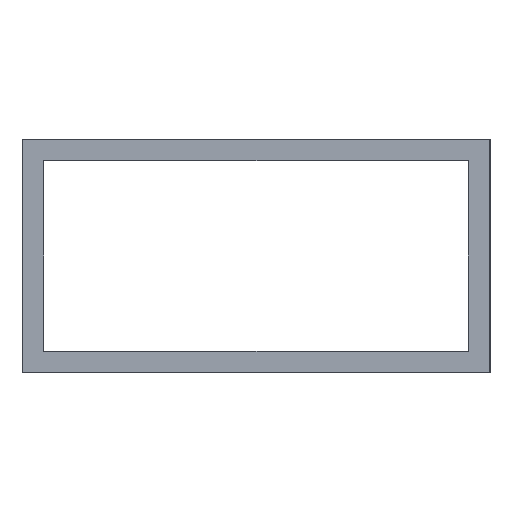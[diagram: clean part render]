
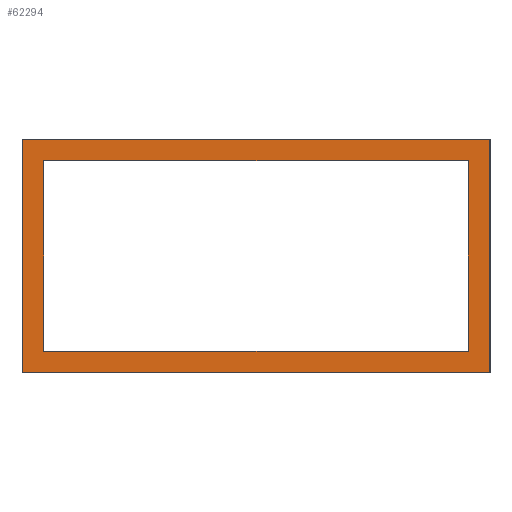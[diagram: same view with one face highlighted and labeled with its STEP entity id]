
A CAD part, left-side view. The second image highlights one B-rep face of the part: STEP entity #62294.
In plain terms, the highlighted planar face has unit normal (-1, 0, 0).
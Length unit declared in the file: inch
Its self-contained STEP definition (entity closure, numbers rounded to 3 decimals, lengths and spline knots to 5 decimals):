
#1422 = CARTESIAN_POINT ( 'NONE',  ( -23.5, -1., 0.5 ) ) ;
#2727 = VECTOR ( 'NONE', #60852, 39.37008 ) ;
#3096 = LINE ( 'NONE', #51936, #70458 ) ;
#4909 = CARTESIAN_POINT ( 'NONE',  ( -23.5, -1., -0.5 ) ) ;
#5633 = DIRECTION ( 'NONE',  ( 0., 1., 0. ) ) ;
#8502 = EDGE_CURVE ( 'NONE', #42781, #11760, #50631, .T. ) ;
#9517 = EDGE_CURVE ( 'NONE', #36945, #53091, #36962, .T. ) ;
#11449 = DIRECTION ( 'NONE',  ( 1., 0., 0. ) ) ;
#11760 = VERTEX_POINT ( 'NONE', #30153 ) ;
#14534 = VERTEX_POINT ( 'NONE', #52121 ) ;
#17234 = CARTESIAN_POINT ( 'NONE',  ( -23.5, 0., 0. ) ) ;
#17337 = DIRECTION ( 'NONE',  ( 0., -1., 0. ) ) ;
#18520 = ORIENTED_EDGE ( 'NONE', *, *, #57474, .F. ) ;
#19991 = EDGE_CURVE ( 'NONE', #50623, #36050, #33794, .T. ) ;
#20735 = VECTOR ( 'NONE', #17337, 39.37008 ) ;
#20975 = CARTESIAN_POINT ( 'NONE',  ( -23.5, 0.90625, -0.40625 ) ) ;
#22896 = VECTOR ( 'NONE', #39968, 39.37008 ) ;
#22959 = CARTESIAN_POINT ( 'NONE',  ( -23.5, -1., -0.5 ) ) ;
#23655 = VECTOR ( 'NONE', #52223, 39.37008 ) ;
#24074 = EDGE_CURVE ( 'NONE', #59226, #14534, #63095, .T. ) ;
#25163 = DIRECTION ( 'NONE',  ( 0., -1., 0. ) ) ;
#27549 = CARTESIAN_POINT ( 'NONE',  ( -23.5, 1., 0.5 ) ) ;
#29436 = VECTOR ( 'NONE', #5633, 39.37008 ) ;
#29471 = VECTOR ( 'NONE', #46142, 39.37008 ) ;
#30153 = CARTESIAN_POINT ( 'NONE',  ( -23.5, -1., 0.5 ) ) ;
#30796 = DIRECTION ( 'NONE',  ( 0., 0., -1. ) ) ;
#32052 = ORIENTED_EDGE ( 'NONE', *, *, #65297, .T. ) ;
#32833 = CARTESIAN_POINT ( 'NONE',  ( -23.5, 1., -0.5 ) ) ;
#33656 = EDGE_LOOP ( 'NONE', ( #58854, #43892, #38738, #18520 ) ) ;
#33794 = LINE ( 'NONE', #22959, #22896 ) ;
#35990 = ORIENTED_EDGE ( 'NONE', *, *, #69157, .T. ) ;
#36050 = VERTEX_POINT ( 'NONE', #32833 ) ;
#36945 = VERTEX_POINT ( 'NONE', #62917 ) ;
#36962 = LINE ( 'NONE', #63023, #39397 ) ;
#38422 = LINE ( 'NONE', #27549, #2727 ) ;
#38738 = ORIENTED_EDGE ( 'NONE', *, *, #8502, .F. ) ;
#39397 = VECTOR ( 'NONE', #30796, 39.37008 ) ;
#39648 = CARTESIAN_POINT ( 'NONE',  ( -23.5, -0.90625, -0.40625 ) ) ;
#39968 = DIRECTION ( 'NONE',  ( 0., 1., 0. ) ) ;
#40047 = FACE_BOUND ( 'NONE', #64749, .T. ) ;
#40720 = CARTESIAN_POINT ( 'NONE',  ( -23.5, -1., 0.5 ) ) ;
#42781 = VERTEX_POINT ( 'NONE', #44237 ) ;
#43418 = CARTESIAN_POINT ( 'NONE',  ( -23.5, 0.90625, 0. ) ) ;
#43892 = ORIENTED_EDGE ( 'NONE', *, *, #59734, .F. ) ;
#44237 = CARTESIAN_POINT ( 'NONE',  ( -23.5, 1., 0.5 ) ) ;
#46142 = DIRECTION ( 'NONE',  ( 0., 0., -1. ) ) ;
#50154 = PLANE ( 'NONE',  #69026 ) ;
#50623 = VERTEX_POINT ( 'NONE', #4909 ) ;
#50631 = LINE ( 'NONE', #1422, #20735 ) ;
#50885 = FACE_OUTER_BOUND ( 'NONE', #33656, .T. ) ;
#51936 = CARTESIAN_POINT ( 'NONE',  ( -23.5, 0., 0.40625 ) ) ;
#52121 = CARTESIAN_POINT ( 'NONE',  ( -23.5, 0.90625, 0.40625 ) ) ;
#52223 = DIRECTION ( 'NONE',  ( 0., 0., 1. ) ) ;
#53091 = VERTEX_POINT ( 'NONE', #39648 ) ;
#54829 = CARTESIAN_POINT ( 'NONE',  ( -23.5, 0., -0.40625 ) ) ;
#55941 = DIRECTION ( 'NONE',  ( 0., 0., -1. ) ) ;
#57474 = EDGE_CURVE ( 'NONE', #36050, #42781, #38422, .T. ) ;
#57706 = LINE ( 'NONE', #40720, #29471 ) ;
#57866 = ORIENTED_EDGE ( 'NONE', *, *, #9517, .T. ) ;
#58854 = ORIENTED_EDGE ( 'NONE', *, *, #19991, .F. ) ;
#59226 = VERTEX_POINT ( 'NONE', #20975 ) ;
#59734 = EDGE_CURVE ( 'NONE', #11760, #50623, #57706, .T. ) ;
#60294 = LINE ( 'NONE', #54829, #29436 ) ;
#60852 = DIRECTION ( 'NONE',  ( 0., 0., 1. ) ) ;
#62294 = ADVANCED_FACE ( 'NONE', ( #50885, #40047 ), #50154, .F. ) ;
#62917 = CARTESIAN_POINT ( 'NONE',  ( -23.5, -0.90625, 0.40625 ) ) ;
#63023 = CARTESIAN_POINT ( 'NONE',  ( -23.5, -0.90625, 0. ) ) ;
#63095 = LINE ( 'NONE', #43418, #23655 ) ;
#64749 = EDGE_LOOP ( 'NONE', ( #35990, #64921, #32052, #57866 ) ) ;
#64921 = ORIENTED_EDGE ( 'NONE', *, *, #24074, .T. ) ;
#65297 = EDGE_CURVE ( 'NONE', #14534, #36945, #3096, .T. ) ;
#69026 = AXIS2_PLACEMENT_3D ( 'NONE', #17234, #11449, #55941 ) ;
#69157 = EDGE_CURVE ( 'NONE', #53091, #59226, #60294, .T. ) ;
#70458 = VECTOR ( 'NONE', #25163, 39.37008 ) ;
